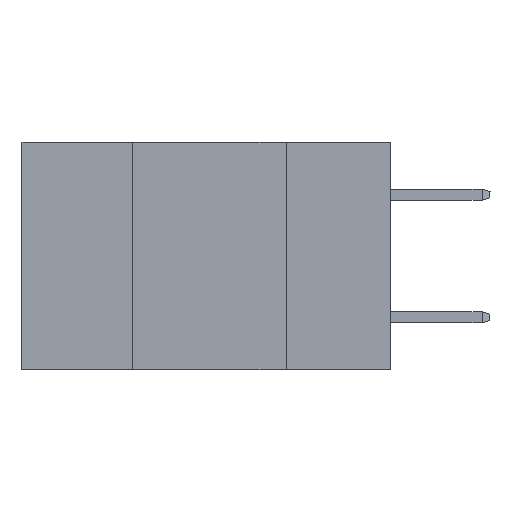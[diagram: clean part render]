
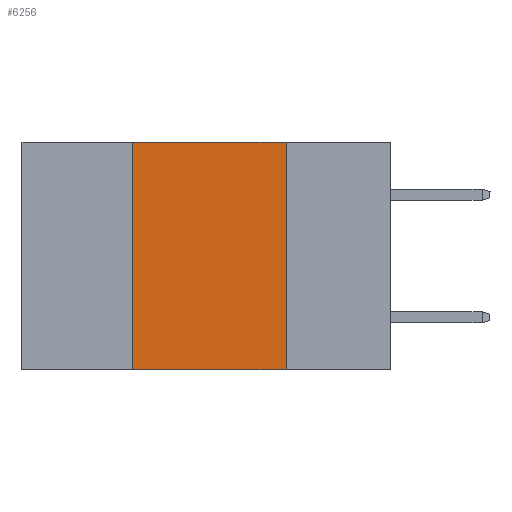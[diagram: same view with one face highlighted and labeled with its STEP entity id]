
A CAD part, left-side view. The second image highlights one B-rep face of the part: STEP entity #6256.
In plain terms, the highlighted planar face has unit normal (-1, 0, 0).
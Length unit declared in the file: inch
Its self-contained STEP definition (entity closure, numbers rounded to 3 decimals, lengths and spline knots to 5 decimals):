
#199 = AXIS2_PLACEMENT_3D ( 'NONE', #8293, #16050, #20034 ) ;
#427 = ORIENTED_EDGE ( 'NONE', *, *, #11112, .F. ) ;
#4948 = EDGE_LOOP ( 'NONE', ( #22311, #6418, #427, #12314 ) ) ;
#5510 = CARTESIAN_POINT ( 'NONE',  ( 0., 0.17, -0.37 ) ) ;
#6256 = ADVANCED_FACE ( 'NONE', ( #20788 ), #19936, .F. ) ;
#6418 = ORIENTED_EDGE ( 'NONE', *, *, #7326, .F. ) ;
#7326 = EDGE_CURVE ( 'NONE', #18746, #15393, #17342, .T. ) ;
#8293 = CARTESIAN_POINT ( 'NONE',  ( 0., 0.6, 0. ) ) ;
#9062 = DIRECTION ( 'NONE',  ( 0., -1., 0. ) ) ;
#10366 = EDGE_CURVE ( 'NONE', #21820, #19419, #19989, .T. ) ;
#11112 = EDGE_CURVE ( 'NONE', #21820, #18746, #21476, .T. ) ;
#11279 = CARTESIAN_POINT ( 'NONE',  ( 0., 0.42, -0.37 ) ) ;
#11843 = CARTESIAN_POINT ( 'NONE',  ( 0., 0.42, 0. ) ) ;
#11848 = DIRECTION ( 'NONE',  ( 0., 0., 1. ) ) ;
#12180 = VECTOR ( 'NONE', #9062, 39.37008 ) ;
#12314 = ORIENTED_EDGE ( 'NONE', *, *, #10366, .T. ) ;
#12331 = VECTOR ( 'NONE', #11848, 39.37008 ) ;
#13264 = CARTESIAN_POINT ( 'NONE',  ( 0., 0.17, 0. ) ) ;
#14359 = LINE ( 'NONE', #13264, #16159 ) ;
#15137 = CARTESIAN_POINT ( 'NONE',  ( 0., 0.6, -0.37 ) ) ;
#15296 = DIRECTION ( 'NONE',  ( 0., -1., 0. ) ) ;
#15393 = VERTEX_POINT ( 'NONE', #17406 ) ;
#16050 = DIRECTION ( 'NONE',  ( 1., 0., 0. ) ) ;
#16159 = VECTOR ( 'NONE', #16991, 39.37008 ) ;
#16991 = DIRECTION ( 'NONE',  ( 0., 0., -1. ) ) ;
#17342 = LINE ( 'NONE', #22455, #12180 ) ;
#17406 = CARTESIAN_POINT ( 'NONE',  ( 0., 0.17, 0. ) ) ;
#18746 = VERTEX_POINT ( 'NONE', #11843 ) ;
#19419 = VERTEX_POINT ( 'NONE', #5510 ) ;
#19677 = VECTOR ( 'NONE', #15296, 39.37008 ) ;
#19857 = CARTESIAN_POINT ( 'NONE',  ( 0., 0.42, 0. ) ) ;
#19936 = PLANE ( 'NONE',  #199 ) ;
#19989 = LINE ( 'NONE', #15137, #19677 ) ;
#20034 = DIRECTION ( 'NONE',  ( 0., 0., -1. ) ) ;
#20788 = FACE_OUTER_BOUND ( 'NONE', #4948, .T. ) ;
#21476 = LINE ( 'NONE', #19857, #12331 ) ;
#21820 = VERTEX_POINT ( 'NONE', #11279 ) ;
#22311 = ORIENTED_EDGE ( 'NONE', *, *, #23640, .F. ) ;
#22455 = CARTESIAN_POINT ( 'NONE',  ( 0., 0.6, 0. ) ) ;
#23640 = EDGE_CURVE ( 'NONE', #15393, #19419, #14359, .T. ) ;
